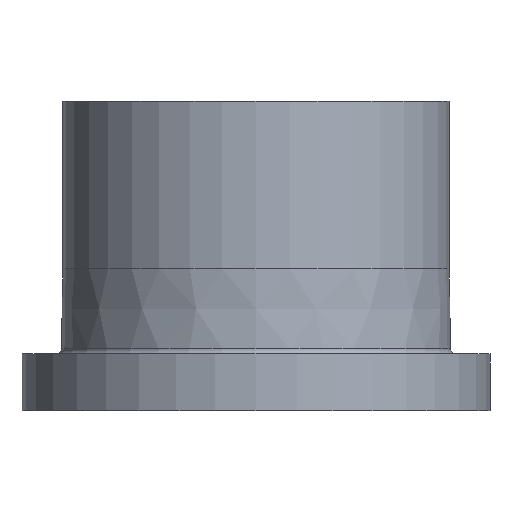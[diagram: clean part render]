
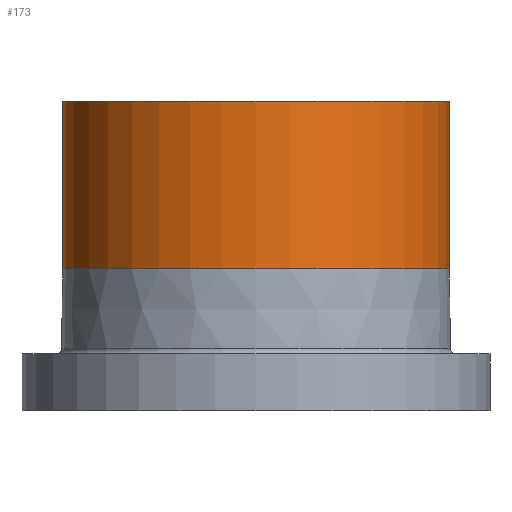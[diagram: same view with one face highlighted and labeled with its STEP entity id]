
A CAD part, front view. The second image highlights one B-rep face of the part: STEP entity #173.
In plain terms, the highlighted cylindrical face has radius 225 mm (diameter 450 mm), a partial arc.
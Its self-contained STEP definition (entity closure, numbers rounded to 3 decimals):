
#30 = DIRECTION ( 'NONE',  ( -1., 0., 0. ) ) ;
#31 = ORIENTED_EDGE ( 'NONE', *, *, #423, .T. ) ;
#94 = CARTESIAN_POINT ( 'NONE',  ( 0., 0., 0. ) ) ;
#97 = CIRCLE ( 'NONE', #295, 225. ) ;
#103 = CARTESIAN_POINT ( 'NONE',  ( 225., 0., 0. ) ) ;
#110 = VERTEX_POINT ( 'NONE', #271 ) ;
#122 = EDGE_LOOP ( 'NONE', ( #305, #31, #360, #260 ) ) ;
#130 = DIRECTION ( 'NONE',  ( -1., 0., 0. ) ) ;
#132 = FACE_OUTER_BOUND ( 'NONE', #122, .T. ) ;
#141 = DIRECTION ( 'NONE',  ( 0., 0., -1. ) ) ;
#161 = LINE ( 'NONE', #337, #312 ) ;
#169 = VERTEX_POINT ( 'NONE', #350 ) ;
#173 = ADVANCED_FACE ( 'NONE', ( #132 ), #273, .T. ) ;
#198 = AXIS2_PLACEMENT_3D ( 'NONE', #313, #462, #130 ) ;
#221 = AXIS2_PLACEMENT_3D ( 'NONE', #94, #380, #427 ) ;
#260 = ORIENTED_EDGE ( 'NONE', *, *, #269, .F. ) ;
#269 = EDGE_CURVE ( 'NONE', #363, #326, #467, .T. ) ;
#271 = CARTESIAN_POINT ( 'NONE',  ( 225., 0., 360. ) ) ;
#273 = CYLINDRICAL_SURFACE ( 'NONE', #221, 225. ) ;
#295 = AXIS2_PLACEMENT_3D ( 'NONE', #357, #352, #30 ) ;
#301 = DIRECTION ( 'NONE',  ( 0., 0., -1. ) ) ;
#305 = ORIENTED_EDGE ( 'NONE', *, *, #420, .F. ) ;
#306 = VECTOR ( 'NONE', #141, 1000. ) ;
#312 = VECTOR ( 'NONE', #301, 1000. ) ;
#313 = CARTESIAN_POINT ( 'NONE',  ( 0., 0., 165. ) ) ;
#326 = VERTEX_POINT ( 'NONE', #468 ) ;
#337 = CARTESIAN_POINT ( 'NONE',  ( -225., 0., 0. ) ) ;
#350 = CARTESIAN_POINT ( 'NONE',  ( -225., 0., 360. ) ) ;
#352 = DIRECTION ( 'NONE',  ( 0., 0., -1. ) ) ;
#357 = CARTESIAN_POINT ( 'NONE',  ( 0., 0., 360. ) ) ;
#360 = ORIENTED_EDGE ( 'NONE', *, *, #473, .T. ) ;
#363 = VERTEX_POINT ( 'NONE', #439 ) ;
#380 = DIRECTION ( 'NONE',  ( 0., 0., -1. ) ) ;
#420 = EDGE_CURVE ( 'NONE', #110, #363, #431, .T. ) ;
#423 = EDGE_CURVE ( 'NONE', #110, #169, #97, .T. ) ;
#427 = DIRECTION ( 'NONE',  ( -1., 0., 0. ) ) ;
#431 = LINE ( 'NONE', #103, #306 ) ;
#439 = CARTESIAN_POINT ( 'NONE',  ( 225., 0., 165. ) ) ;
#462 = DIRECTION ( 'NONE',  ( 0., 0., -1. ) ) ;
#467 = CIRCLE ( 'NONE', #198, 225. ) ;
#468 = CARTESIAN_POINT ( 'NONE',  ( -225., 0., 165. ) ) ;
#473 = EDGE_CURVE ( 'NONE', #169, #326, #161, .T. ) ;
